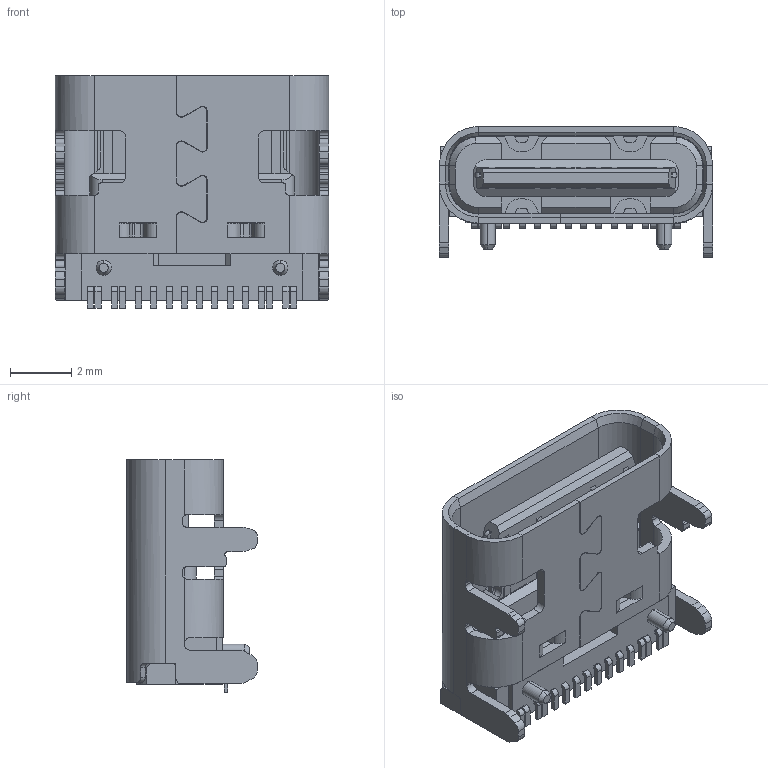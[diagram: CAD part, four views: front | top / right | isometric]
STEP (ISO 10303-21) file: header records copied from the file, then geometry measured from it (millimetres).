
FILE_DESCRIPTION (( 'STEP AP214' ), '1' );
FILE_NAME ('UJ20-C-H-G-SMT-1-P16-TR.STEP', '2025-04-10T16:27:22', ( 'LENOVO' ), ( '' ), 'SwSTEP 2.0', 'SolidWorks 2021', '' );
FILE_SCHEMA (( 'AUTOMOTIVE_DESIGN' ));
Length unit declared in the file: millimetre
Products named in the file (2): UJ20-C-H-G-SMT-1-P16-TR_UJ20-C-H-G-SMT-1-P16-TR; UJ20-C-H-G-SMT-1-P16-TR
Assembly tree (1 placements, depth 2):
  UJ20-C-H-G-SMT-1-P16-TR
    UJ20-C-H-G-SMT-1-P16-TR_UJ20-C-H-G-SMT-1-P16-TR
Bounding box: 8.94 x 4.27 x 7.6 mm (x, y, z)
Volume: 115.3 mm3; surface area: 510.4 mm2
Topology: 36 solids, 36 shells, 825 faces, 2198 edges, 1435 vertices
Faces by surface type: plane 565, cylinder 248, cone 12
Entity records: 26499 total; most frequent: CARTESIAN_POINT 5281, ORIENTED_EDGE 4396, DIRECTION 4218, EDGE_CURVE 2198, LINE 1644, VECTOR 1644, VERTEX_POINT 1435, AXIS2_PLACEMENT_3D 1287
